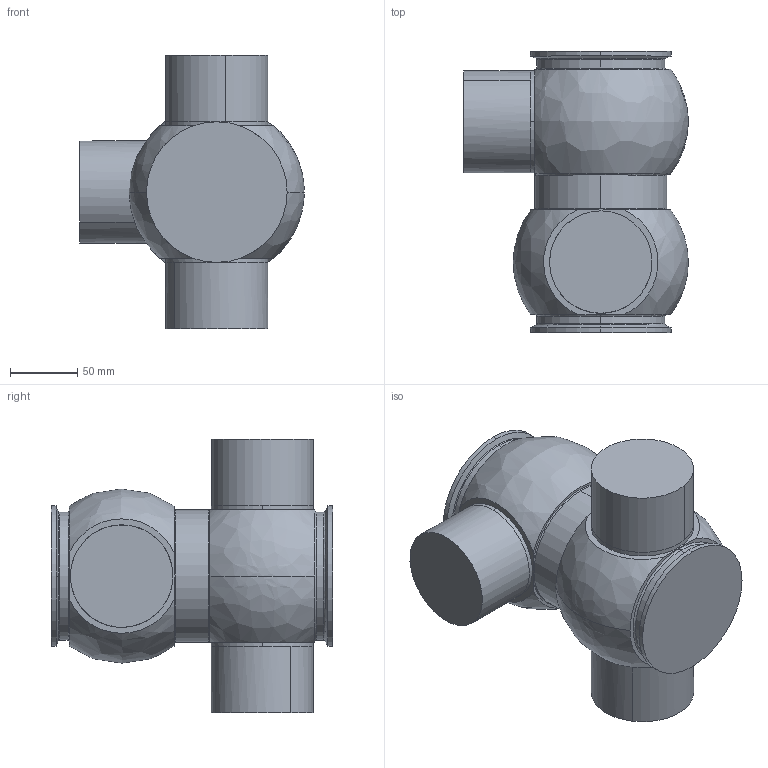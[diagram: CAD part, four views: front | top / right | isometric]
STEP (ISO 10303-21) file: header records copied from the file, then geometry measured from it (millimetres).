
FILE_DESCRIPTION (( 'STEP AP214' ), '1' );
FILE_NAME ('129962.STEP', '2018-05-09T20:25:31', ( '' ), ( '' ), 'SwSTEP 2.0', 'SolidWorks 2014', '' );
FILE_SCHEMA (( 'AUTOMOTIVE_DESIGN' ));
Length unit declared in the file: inch
Products named in the file (1): 129962
Bounding box: 167.06 x 209.55 x 203.84 mm (x, y, z)
Volume: 2815745.6 mm3; surface area: 138831 mm2
Topology: 1 solids, 1 shells, 58 faces, 143 edges, 86 vertices
Faces by surface type: cylinder 22, bspline 19, plane 13, cone 4
Entity records: 3662 total; most frequent: CARTESIAN_POINT 2358, ORIENTED_EDGE 274, DIRECTION 257, EDGE_CURVE 137, AXIS2_PLACEMENT_3D 111, VERTEX_POINT 86, CIRCLE 71, EDGE_LOOP 63
